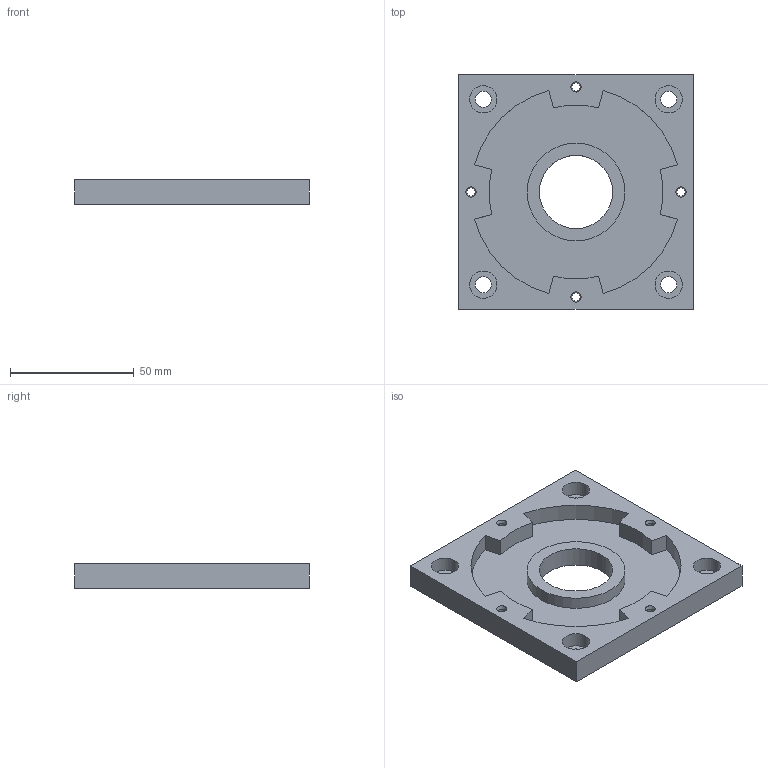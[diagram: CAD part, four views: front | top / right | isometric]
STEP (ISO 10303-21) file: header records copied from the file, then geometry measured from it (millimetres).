
FILE_DESCRIPTION(/* description */ (''),/* implementation_level */ '2;1');
FILE_NAME(/* name */ 'OpenATC-Base-holder.step',/* time_stamp */ '2025-11-16T14:44:01Z',/* author */ (''),/* organization */ (''),/* preprocessor_version */ 'ST-DEVELOPER v20.1',/* originating_system */ 'Autodesk Translation Framework v14.21.0.0',/* authorisation */ '');
FILE_SCHEMA (('AUTOMOTIVE_DESIGN { 1 0 10303 214 3 1 1 }'));
Length unit declared in the file: millimetre
Products named in the file (1): OpenATC-Base-holder
Bounding box: 95 x 95 x 10 mm (x, y, z)
Volume: 52123.1 mm3; surface area: 25236.3 mm2
Topology: 1 solids, 1 shells, 46 faces, 114 edges, 76 vertices
Faces by surface type: cylinder 22, plane 20, cone 4
Full cylindrical faces by diameter (mm): 3.332 x4, 6.6 x4, 11 x4, 29.6 x1, 39.6 x1
Entity records: 1459 total; most frequent: DIRECTION 260, CARTESIAN_POINT 237, ORIENTED_EDGE 228, EDGE_CURVE 114, AXIS2_PLACEMENT_3D 99, VERTEX_POINT 76, EDGE_LOOP 70, LINE 62
